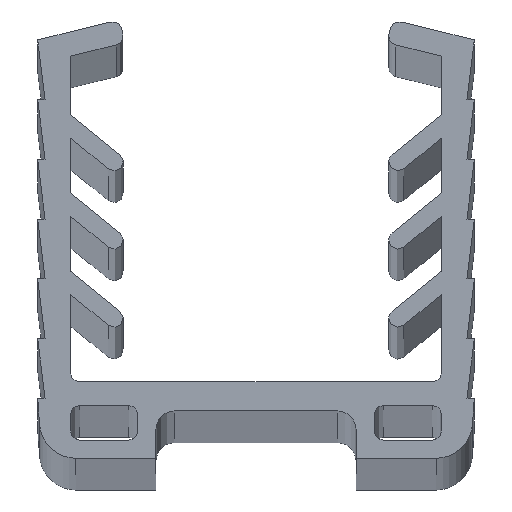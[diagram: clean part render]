
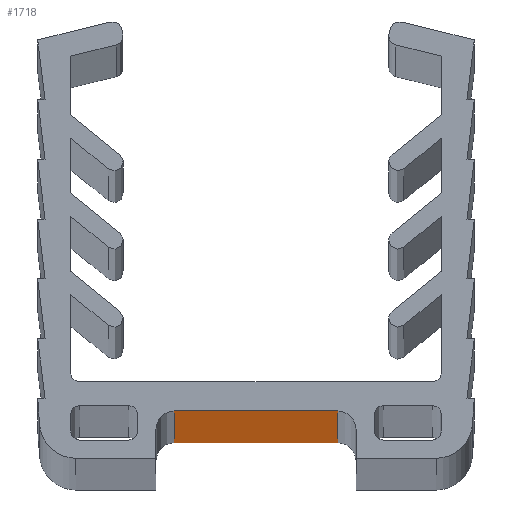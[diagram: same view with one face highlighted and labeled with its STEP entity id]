
A CAD part, top view. The second image highlights one B-rep face of the part: STEP entity #1718.
In plain terms, the highlighted planar face has unit normal (0, -1, 0).
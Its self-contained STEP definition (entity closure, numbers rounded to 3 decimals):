
#57 = CARTESIAN_POINT ( 'NONE',  ( -4.5, 2.6, 0. ) ) ;
#62 = VECTOR ( 'NONE', #3195, 1000. ) ;
#434 = VERTEX_POINT ( 'NONE', #1662 ) ;
#481 = LINE ( 'NONE', #716, #62 ) ;
#497 = CARTESIAN_POINT ( 'NONE',  ( 4.5, 2.6, 0. ) ) ;
#616 = PLANE ( 'NONE',  #2803 ) ;
#710 = ORIENTED_EDGE ( 'NONE', *, *, #1884, .T. ) ;
#716 = CARTESIAN_POINT ( 'NONE',  ( -4.5, 2.6, 1000. ) ) ;
#773 = VERTEX_POINT ( 'NONE', #497 ) ;
#823 = LINE ( 'NONE', #2841, #867 ) ;
#853 = ORIENTED_EDGE ( 'NONE', *, *, #1899, .F. ) ;
#867 = VECTOR ( 'NONE', #1505, 1000. ) ;
#1054 = ORIENTED_EDGE ( 'NONE', *, *, #2076, .T. ) ;
#1112 = DIRECTION ( 'NONE',  ( 0., 1., 0. ) ) ;
#1139 = LINE ( 'NONE', #3076, #1860 ) ;
#1250 = EDGE_CURVE ( 'NONE', #2517, #773, #1139, .T. ) ;
#1336 = CARTESIAN_POINT ( 'NONE',  ( 4.5, 2.6, 1000. ) ) ;
#1337 = EDGE_LOOP ( 'NONE', ( #1054, #1828, #853, #710 ) ) ;
#1505 = DIRECTION ( 'NONE',  ( 1., 0., 0. ) ) ;
#1662 = CARTESIAN_POINT ( 'NONE',  ( -4.5, 2.6, 1000. ) ) ;
#1718 = ADVANCED_FACE ( 'NONE', ( #2649 ), #616, .F. ) ;
#1721 = DIRECTION ( 'NONE',  ( 1., 0., 0. ) ) ;
#1828 = ORIENTED_EDGE ( 'NONE', *, *, #1250, .F. ) ;
#1860 = VECTOR ( 'NONE', #2316, 1000. ) ;
#1884 = EDGE_CURVE ( 'NONE', #434, #1956, #481, .T. ) ;
#1899 = EDGE_CURVE ( 'NONE', #434, #2517, #2457, .T. ) ;
#1946 = CARTESIAN_POINT ( 'NONE',  ( -4.5, 2.6, 1000. ) ) ;
#1956 = VERTEX_POINT ( 'NONE', #57 ) ;
#2076 = EDGE_CURVE ( 'NONE', #1956, #773, #823, .T. ) ;
#2120 = DIRECTION ( 'NONE',  ( 0., 0., 1. ) ) ;
#2316 = DIRECTION ( 'NONE',  ( 0., 0., -1. ) ) ;
#2330 = VECTOR ( 'NONE', #1721, 1000. ) ;
#2457 = LINE ( 'NONE', #1946, #2330 ) ;
#2517 = VERTEX_POINT ( 'NONE', #1336 ) ;
#2649 = FACE_OUTER_BOUND ( 'NONE', #1337, .T. ) ;
#2803 = AXIS2_PLACEMENT_3D ( 'NONE', #2926, #1112, #2120 ) ;
#2841 = CARTESIAN_POINT ( 'NONE',  ( -4.5, 2.6, 0. ) ) ;
#2926 = CARTESIAN_POINT ( 'NONE',  ( -4.5, 2.6, 1000. ) ) ;
#3076 = CARTESIAN_POINT ( 'NONE',  ( 4.5, 2.6, 1000. ) ) ;
#3195 = DIRECTION ( 'NONE',  ( 0., 0., -1. ) ) ;
